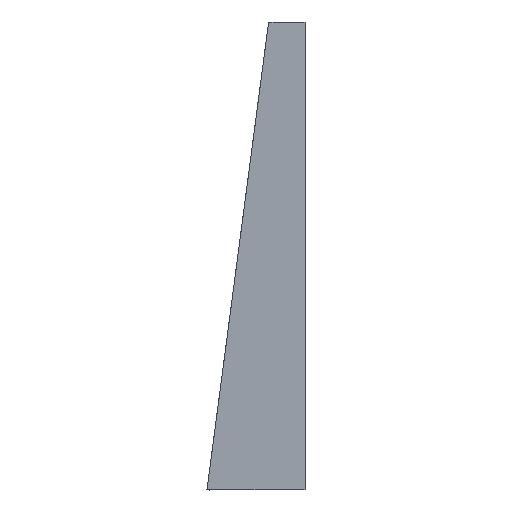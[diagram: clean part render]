
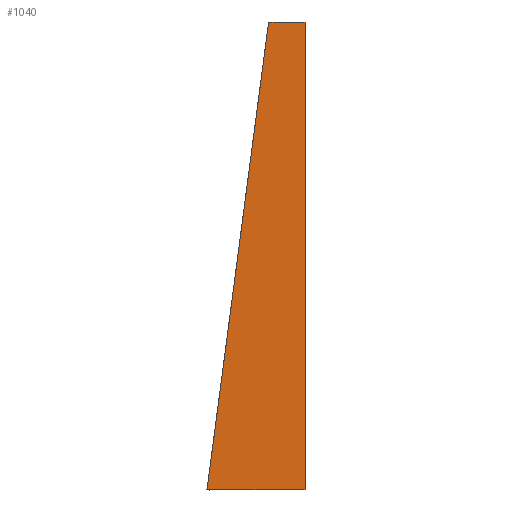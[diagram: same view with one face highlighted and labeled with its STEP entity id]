
A CAD part, front view. The second image highlights one B-rep face of the part: STEP entity #1040.
In plain terms, the highlighted planar face has unit normal (0, -1, 0).
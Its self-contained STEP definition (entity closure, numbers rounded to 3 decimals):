
#82=PLANE('',#1128);
#115=FACE_OUTER_BOUND('',#173,.T.);
#173=EDGE_LOOP('',(#755,#756,#757,#758,#759,#760,#761,#762));
#236=LINE('',#1553,#342);
#263=LINE('',#1658,#369);
#264=LINE('',#1660,#370);
#265=LINE('',#1662,#371);
#266=LINE('',#1663,#372);
#267=LINE('',#1664,#373);
#342=VECTOR('',#1204,10.);
#369=VECTOR('',#1269,10.);
#370=VECTOR('',#1270,10.);
#371=VECTOR('',#1271,10.);
#372=VECTOR('',#1272,10.);
#373=VECTOR('',#1273,10.);
#441=B_SPLINE_CURVE_WITH_KNOTS('',3,(#1514,#1515,#1516,#1517,#1518,#1519,
#1520,#1521,#1522,#1523),.UNSPECIFIED.,.F.,.F.,(4,2,2,2,4),(-1.131,
-1.071,-0.98,-0.845,-0.808),
 .UNSPECIFIED.);
#444=B_SPLINE_CURVE_WITH_KNOTS('',3,(#1648,#1649,#1650,#1651,#1652,#1653,
#1654,#1655,#1656,#1657),.UNSPECIFIED.,.F.,.F.,(4,2,2,2,4),(1.177,
1.216,1.308,1.435,1.529),
 .UNSPECIFIED.);
#450=VERTEX_POINT('',#1502);
#451=VERTEX_POINT('',#1513);
#460=VERTEX_POINT('',#1550);
#461=VERTEX_POINT('',#1552);
#501=VERTEX_POINT('',#1646);
#502=VERTEX_POINT('',#1647);
#503=VERTEX_POINT('',#1659);
#504=VERTEX_POINT('',#1661);
#548=EDGE_CURVE('',#451,#450,#441,.T.);
#559=EDGE_CURVE('',#461,#460,#236,.T.);
#603=EDGE_CURVE('',#501,#502,#444,.T.);
#604=EDGE_CURVE('',#461,#501,#263,.T.);
#605=EDGE_CURVE('',#460,#503,#264,.T.);
#606=EDGE_CURVE('',#503,#504,#265,.T.);
#607=EDGE_CURVE('',#451,#504,#266,.T.);
#608=EDGE_CURVE('',#502,#450,#267,.T.);
#755=ORIENTED_EDGE('',*,*,#603,.F.);
#756=ORIENTED_EDGE('',*,*,#604,.F.);
#757=ORIENTED_EDGE('',*,*,#559,.T.);
#758=ORIENTED_EDGE('',*,*,#605,.T.);
#759=ORIENTED_EDGE('',*,*,#606,.T.);
#760=ORIENTED_EDGE('',*,*,#607,.F.);
#761=ORIENTED_EDGE('',*,*,#548,.T.);
#762=ORIENTED_EDGE('',*,*,#608,.F.);
#1040=ADVANCED_FACE('',(#115),#82,.T.);
#1128=AXIS2_PLACEMENT_3D('',#1645,#1267,#1268);
#1204=DIRECTION('',(1.,0.,0.));
#1267=DIRECTION('center_axis',(0.,-1.,0.));
#1268=DIRECTION('ref_axis',(0.,0.,-1.));
#1269=DIRECTION('',(-1.,0.,0.));
#1270=DIRECTION('',(0.,0.,1.));
#1271=DIRECTION('',(-1.,0.,0.));
#1272=DIRECTION('',(1.,0.,0.));
#1273=DIRECTION('',(0.131,0.,0.991));
#1502=CARTESIAN_POINT('',(-29.966,0.,0.261));
#1513=CARTESIAN_POINT('',(-25.965,0.,0.));
#1514=CARTESIAN_POINT('Ctrl Pts',(-25.965,0.,
0.));
#1515=CARTESIAN_POINT('Ctrl Pts',(-26.215,0.,
0.012));
#1516=CARTESIAN_POINT('Ctrl Pts',(-26.468,0.,0.024));
#1517=CARTESIAN_POINT('Ctrl Pts',(-27.103,0.,0.056));
#1518=CARTESIAN_POINT('Ctrl Pts',(-27.461,0.,
0.075));
#1519=CARTESIAN_POINT('Ctrl Pts',(-28.399,0.,
0.134));
#1520=CARTESIAN_POINT('Ctrl Pts',(-28.942,0.,
0.174));
#1521=CARTESIAN_POINT('Ctrl Pts',(-29.65,0.,
0.233));
#1522=CARTESIAN_POINT('Ctrl Pts',(-29.806,0.,
0.247));
#1523=CARTESIAN_POINT('Ctrl Pts',(-29.966,0.,
0.261));
#1550=CARTESIAN_POINT('',(2.,0.,-410.));
#1552=CARTESIAN_POINT('',(-2.,0.,-410.));
#1553=CARTESIAN_POINT('',(-21.369,0.,-410.));
#1645=CARTESIAN_POINT('Origin',(-40.738,0.,
-205.));
#1646=CARTESIAN_POINT('',(-79.965,0.,-410.));
#1647=CARTESIAN_POINT('',(-83.966,0.,-409.739));
#1648=CARTESIAN_POINT('Ctrl Pts',(-79.965,0.,
-410.));
#1649=CARTESIAN_POINT('Ctrl Pts',(-80.115,0.,
-409.993));
#1650=CARTESIAN_POINT('Ctrl Pts',(-80.265,0.,
-409.986));
#1651=CARTESIAN_POINT('Ctrl Pts',(-80.774,0.,
-409.961));
#1652=CARTESIAN_POINT('Ctrl Pts',(-81.109,0.,
-409.944));
#1653=CARTESIAN_POINT('Ctrl Pts',(-81.949,0.,
-409.896));
#1654=CARTESIAN_POINT('Ctrl Pts',(-82.412,0.,
-409.865));
#1655=CARTESIAN_POINT('Ctrl Pts',(-83.25,0.,
-409.801));
#1656=CARTESIAN_POINT('Ctrl Pts',(-83.608,0.,
-409.771));
#1657=CARTESIAN_POINT('Ctrl Pts',(-83.966,0.,
-409.739));
#1658=CARTESIAN_POINT('',(-2.,0.,-410.));
#1659=CARTESIAN_POINT('',(2.,0.,0.));
#1660=CARTESIAN_POINT('',(2.,0.,-205.));
#1661=CARTESIAN_POINT('',(-2.,0.,0.));
#1662=CARTESIAN_POINT('',(-21.369,0.,0.));
#1663=CARTESIAN_POINT('',(2.524,0.,0.));
#1664=CARTESIAN_POINT('',(-56.845,0.,-203.82));
